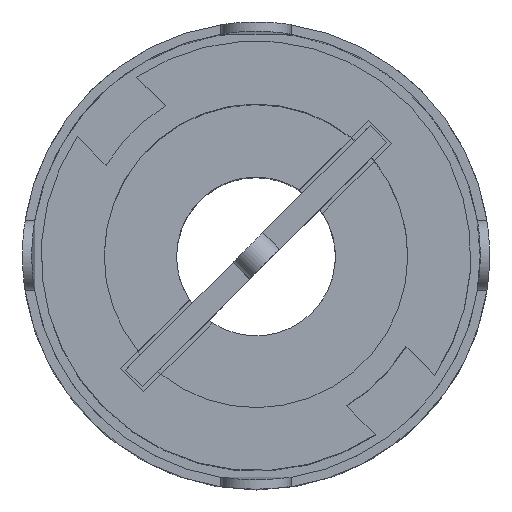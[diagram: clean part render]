
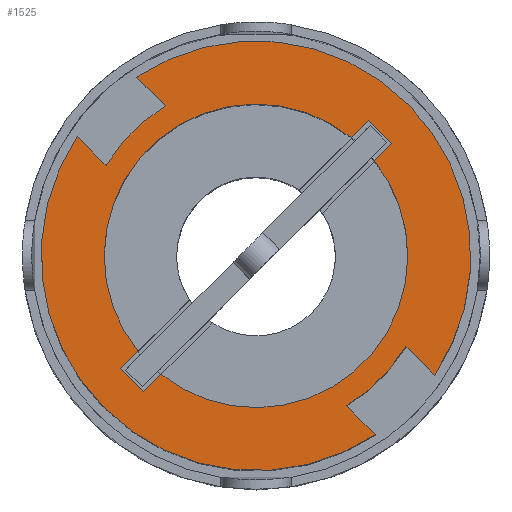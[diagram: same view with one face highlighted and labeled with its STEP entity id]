
A CAD part, top view. The second image highlights one B-rep face of the part: STEP entity #1525.
In plain terms, the highlighted planar face has unit normal (0, 0, 1).
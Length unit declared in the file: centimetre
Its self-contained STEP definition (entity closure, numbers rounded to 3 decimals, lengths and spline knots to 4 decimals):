
#154=CIRCLE('',#1614,0.46);
#155=CIRCLE('',#1615,0.375);
#156=CIRCLE('',#1616,0.375);
#157=CIRCLE('',#1617,0.325);
#244=VERTEX_POINT('',#2172);
#245=VERTEX_POINT('',#2174);
#246=VERTEX_POINT('',#2178);
#247=VERTEX_POINT('',#2180);
#254=VERTEX_POINT('',#2194);
#259=VERTEX_POINT('',#2206);
#261=VERTEX_POINT('',#2214);
#262=VERTEX_POINT('',#2215);
#263=VERTEX_POINT('',#2217);
#264=VERTEX_POINT('',#2219);
#265=VERTEX_POINT('',#2221);
#266=VERTEX_POINT('',#2223);
#267=VERTEX_POINT('',#2224);
#268=VERTEX_POINT('',#2226);
#269=VERTEX_POINT('',#2229);
#270=VERTEX_POINT('',#2231);
#410=VECTOR('',#1809,1.);
#413=VECTOR('',#1813,1.);
#420=VECTOR('',#1821,1.);
#426=VECTOR('',#1828,1.);
#429=VECTOR('',#1833,1.);
#430=VECTOR('',#1836,1.);
#431=VECTOR('',#1839,1.);
#432=VECTOR('',#1840,1.);
#433=VECTOR('',#1843,1.);
#434=VECTOR('',#1846,1.);
#562=LINE('',#2173,#410);
#565=LINE('',#2179,#413);
#572=LINE('',#2195,#420);
#578=LINE('',#2207,#426);
#581=LINE('',#2213,#429);
#582=LINE('',#2218,#430);
#583=LINE('',#2222,#431);
#584=LINE('',#2225,#432);
#585=LINE('',#2228,#433);
#586=LINE('',#2232,#434);
#730=EDGE_CURVE('',#245,#244,#562,.T.);
#733=EDGE_CURVE('',#247,#246,#565,.T.);
#744=EDGE_CURVE('',#244,#254,#572,.T.);
#750=EDGE_CURVE('',#246,#259,#578,.T.);
#753=EDGE_CURVE('',#261,#262,#581,.T.);
#754=EDGE_CURVE('',#263,#262,#154,.T.);
#755=EDGE_CURVE('',#263,#264,#582,.T.);
#756=EDGE_CURVE('',#264,#265,#155,.T.);
#757=EDGE_CURVE('',#265,#266,#583,.T.);
#758=EDGE_CURVE('',#267,#266,#154,.T.);
#759=EDGE_CURVE('',#267,#268,#584,.T.);
#760=EDGE_CURVE('',#268,#261,#156,.T.);
#761=EDGE_CURVE('',#269,#245,#585,.T.);
#762=EDGE_CURVE('',#254,#270,#157,.T.);
#763=EDGE_CURVE('',#270,#247,#586,.T.);
#764=EDGE_CURVE('',#259,#269,#157,.T.);
#1064=ORIENTED_EDGE('',*,*,#753,.T.);
#1065=ORIENTED_EDGE('',*,*,#754,.F.);
#1066=ORIENTED_EDGE('',*,*,#755,.T.);
#1067=ORIENTED_EDGE('',*,*,#756,.T.);
#1068=ORIENTED_EDGE('',*,*,#757,.T.);
#1069=ORIENTED_EDGE('',*,*,#758,.F.);
#1070=ORIENTED_EDGE('',*,*,#759,.T.);
#1071=ORIENTED_EDGE('',*,*,#760,.T.);
#1072=ORIENTED_EDGE('',*,*,#761,.T.);
#1073=ORIENTED_EDGE('',*,*,#730,.T.);
#1074=ORIENTED_EDGE('',*,*,#744,.T.);
#1075=ORIENTED_EDGE('',*,*,#762,.T.);
#1076=ORIENTED_EDGE('',*,*,#763,.T.);
#1077=ORIENTED_EDGE('',*,*,#733,.T.);
#1078=ORIENTED_EDGE('',*,*,#750,.T.);
#1079=ORIENTED_EDGE('',*,*,#764,.T.);
#1342=EDGE_LOOP('',(#1064,#1065,#1066,#1067,#1068,#1069,#1070,#1071));
#1343=EDGE_LOOP('',(#1072,#1073,#1074,#1075,#1076,#1077,#1078,#1079));
#1434=FACE_BOUND('',#1342,.T.);
#1435=FACE_BOUND('',#1343,.T.);
#1525=ADVANCED_FACE('',(#1434,#1435),#2981,.T.);
#1613=AXIS2_PLACEMENT_3D('',#2212,#1832,$);
#1614=AXIS2_PLACEMENT_3D('',#2216,#1834,#1835);
#1615=AXIS2_PLACEMENT_3D('',#2220,#1837,#1838);
#1616=AXIS2_PLACEMENT_3D('',#2227,#1841,#1842);
#1617=AXIS2_PLACEMENT_3D('',#2230,#1844,#1845);
#1809=DIRECTION('',(-0.707,0.707,0.));
#1813=DIRECTION('',(0.707,-0.707,0.));
#1821=DIRECTION('',(0.707,0.707,0.));
#1828=DIRECTION('',(-0.707,-0.707,0.));
#1832=DIRECTION('',(0.,0.,1.));
#1833=DIRECTION('',(0.707,-0.707,0.));
#1834=DIRECTION('',(0.,0.,-1.));
#1835=DIRECTION('',(0.46,0.,0.));
#1836=DIRECTION('',(0.707,-0.707,0.));
#1837=DIRECTION('',(0.,0.,1.));
#1838=DIRECTION('',(0.375,0.,0.));
#1839=DIRECTION('',(-0.707,0.707,0.));
#1840=DIRECTION('',(-0.707,0.707,0.));
#1841=DIRECTION('',(0.,0.,1.));
#1842=DIRECTION('',(0.375,0.,0.));
#1843=DIRECTION('',(-0.707,-0.707,0.));
#1844=DIRECTION('',(0.,0.,-1.));
#1845=DIRECTION('',(0.325,0.,0.));
#1846=DIRECTION('',(0.707,0.707,0.));
#2172=CARTESIAN_POINT('',(-0.2899,-0.2404,1.7));
#2173=CARTESIAN_POINT('',(-0.2652,-0.2652,1.7));
#2174=CARTESIAN_POINT('',(-0.2404,-0.2899,1.7));
#2178=CARTESIAN_POINT('',(0.2899,0.2404,1.7));
#2179=CARTESIAN_POINT('',(0.2652,0.2652,1.7));
#2180=CARTESIAN_POINT('',(0.2404,0.2899,1.7));
#2194=CARTESIAN_POINT('',(-0.2532,-0.2037,1.7));
#2195=CARTESIAN_POINT('',(-0.0247,0.0247,1.7));
#2206=CARTESIAN_POINT('',(0.2532,0.2037,1.7));
#2207=CARTESIAN_POINT('',(0.0247,-0.0247,1.7));
#2212=CARTESIAN_POINT('',(0.,0.,1.7));
#2213=CARTESIAN_POINT('',(0.2077,-0.0805,1.7));
#2214=CARTESIAN_POINT('',(0.3211,-0.1938,1.7));
#2215=CARTESIAN_POINT('',(0.3826,-0.2553,1.7));
#2216=CARTESIAN_POINT('',(0.,0.,1.7));
#2217=CARTESIAN_POINT('',(-0.2553,0.3826,1.7));
#2218=CARTESIAN_POINT('',(-0.0805,0.2077,1.7));
#2219=CARTESIAN_POINT('',(-0.1938,0.3211,1.7));
#2220=CARTESIAN_POINT('',(0.,0.,1.7));
#2221=CARTESIAN_POINT('',(-0.3211,0.1938,1.7));
#2222=CARTESIAN_POINT('',(-0.2077,0.0805,1.7));
#2223=CARTESIAN_POINT('',(-0.3826,0.2553,1.7));
#2224=CARTESIAN_POINT('',(0.2553,-0.3826,1.7));
#2225=CARTESIAN_POINT('',(0.0805,-0.2077,1.7));
#2226=CARTESIAN_POINT('',(0.1938,-0.3211,1.7));
#2227=CARTESIAN_POINT('',(0.,0.,1.7));
#2228=CARTESIAN_POINT('',(0.0247,-0.0247,1.7));
#2229=CARTESIAN_POINT('',(-0.2037,-0.2532,1.7));
#2230=CARTESIAN_POINT('',(0.,0.,1.7));
#2231=CARTESIAN_POINT('',(0.2037,0.2532,1.7));
#2232=CARTESIAN_POINT('',(-0.0247,0.0247,1.7));
#2981=PLANE('',#1613);
